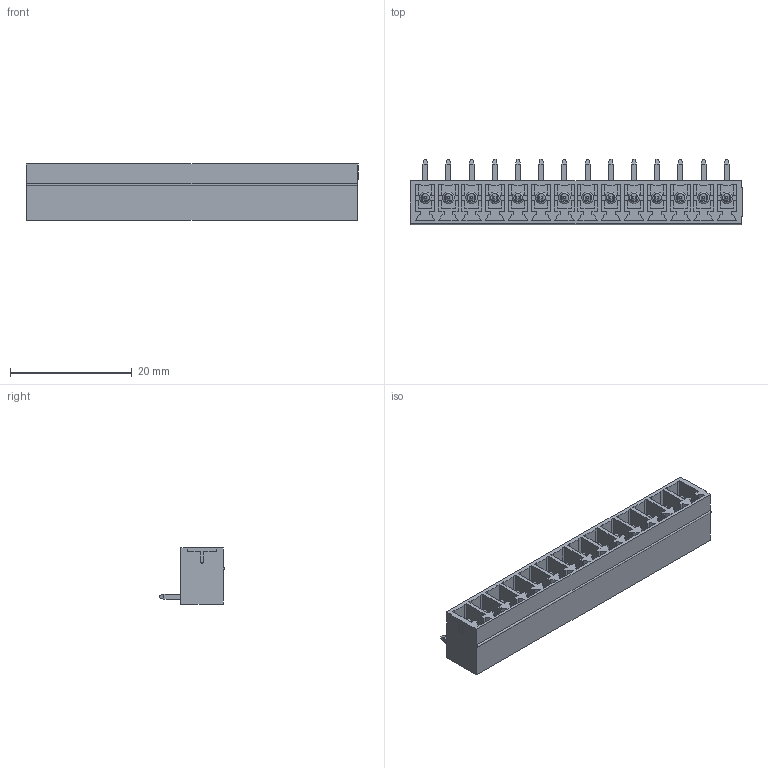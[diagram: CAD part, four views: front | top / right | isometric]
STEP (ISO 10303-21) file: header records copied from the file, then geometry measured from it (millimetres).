
FILE_DESCRIPTION( ( 'Unknown' ), '1' );
FILE_NAME( '691322310014.stp', 'Unknown', ( 'Unknown' ), ( 'Unknown' ), 'PSStep 14.0', 'Unknown', ' ' );
FILE_SCHEMA( ( 'AUTOMOTIVE_DESIGN { 1 0 10303 214 1 1 1 1 }' ) );
Length unit declared in the file: millimetre
Products named in the file (3): Assem1; 6913213000xx_PIN; 691321300014
Assembly tree (15 placements, depth 2):
  Assem1
    6913213000xx_PIN  x14
    691321300014
Bounding box: 54.53 x 10.7 x 9.2 mm (x, y, z)
Volume: 1763.6 mm3; surface area: 5255.2 mm2
Topology: 15 solids, 15 shells, 864 faces, 2320 edges, 1500 vertices
Faces by surface type: plane 791, cylinder 59, torus 14
Full cylindrical faces by diameter (mm): 1.9 x14
Entity records: 25683 total; most frequent: CARTESIAN_POINT 3656, ORIENTED_EDGE 3594, DIRECTION 3221, EDGE_CURVE 1797, LINE 1691, VECTOR 1691, VERTEX_POINT 1200, AXIS2_PLACEMENT_3D 765
